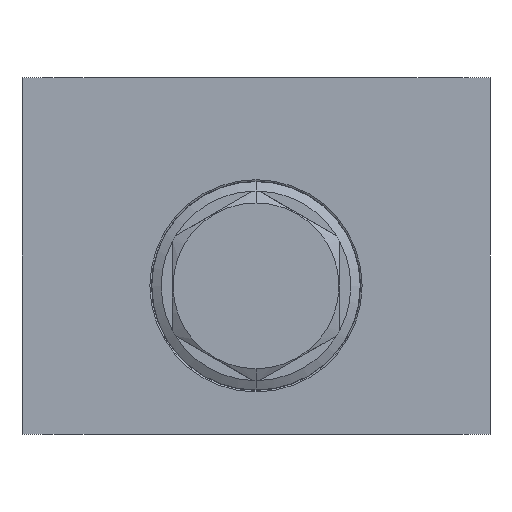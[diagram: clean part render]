
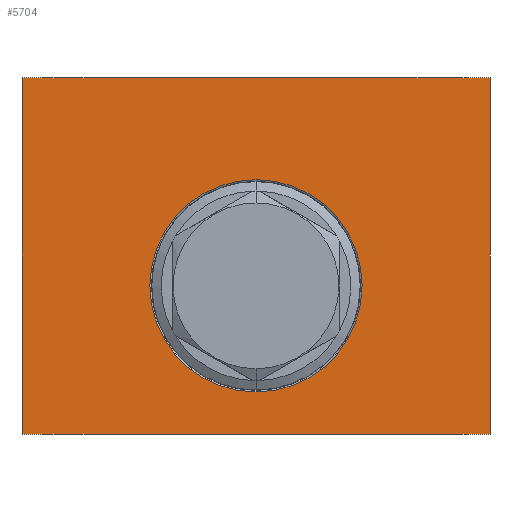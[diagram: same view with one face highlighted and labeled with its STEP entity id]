
A CAD part, front view. The second image highlights one B-rep face of the part: STEP entity #5704.
In plain terms, the highlighted planar face has unit normal (0, -1, 0).
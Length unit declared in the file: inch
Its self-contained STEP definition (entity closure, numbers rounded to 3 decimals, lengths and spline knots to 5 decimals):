
#667=DIRECTION('',(1.,0.,0.));
#668=VECTOR('',#667,3.5);
#669=CARTESIAN_POINT('',(0.,-6.156,0.));
#670=LINE('',#669,#668);
#709=DIRECTION('',(1.,0.,0.));
#710=VECTOR('',#709,3.5);
#711=CARTESIAN_POINT('',(0.,-6.156,2.664));
#712=LINE('',#711,#710);
#2534=DIRECTION('',(0.,0.,1.));
#2535=VECTOR('',#2534,2.664);
#2536=CARTESIAN_POINT('',(0.,-6.156,0.));
#2537=LINE('',#2536,#2535);
#2538=CARTESIAN_POINT('',(1.75,-6.156,1.109));
#2539=DIRECTION('',(0.,1.,0.));
#2540=DIRECTION('',(0.,0.,-1.));
#2541=AXIS2_PLACEMENT_3D('',#2538,#2539,#2540);
#2543=CARTESIAN_POINT('',(1.75,-6.156,1.109));
#2544=DIRECTION('',(0.,1.,0.));
#2545=DIRECTION('',(0.,0.,1.));
#2546=AXIS2_PLACEMENT_3D('',#2543,#2544,#2545);
#2556=DIRECTION('',(0.,0.,1.));
#2557=VECTOR('',#2556,2.664);
#2558=CARTESIAN_POINT('',(3.5,-6.156,0.));
#2559=LINE('',#2558,#2557);
#3890=CARTESIAN_POINT('',(0.,-6.156,0.));
#3891=CARTESIAN_POINT('',(3.5,-6.156,0.));
#3892=VERTEX_POINT('',#3890);
#3893=VERTEX_POINT('',#3891);
#3894=CARTESIAN_POINT('',(0.,-6.156,2.664));
#3895=CARTESIAN_POINT('',(3.5,-6.156,2.664));
#3896=VERTEX_POINT('',#3894);
#3897=VERTEX_POINT('',#3895);
#4161=CARTESIAN_POINT('',(1.75,-6.156,0.31541));
#4162=CARTESIAN_POINT('',(1.75,-6.156,1.90259));
#4163=VERTEX_POINT('',#4161);
#4164=VERTEX_POINT('',#4162);
#5686=CARTESIAN_POINT('',(0.,-6.156,0.));
#5687=DIRECTION('',(0.,-1.,0.));
#5688=DIRECTION('',(1.,0.,0.));
#5689=AXIS2_PLACEMENT_3D('',#5686,#5687,#5688);
#5690=PLANE('',#5689);
#5691=ORIENTED_EDGE('',*,*,#4348,.F.);
#5693=ORIENTED_EDGE('',*,*,#5692,.T.);
#5694=ORIENTED_EDGE('',*,*,#4488,.T.);
#5696=ORIENTED_EDGE('',*,*,#5695,.F.);
#5697=EDGE_LOOP('',(#5691,#5693,#5694,#5696));
#5698=FACE_OUTER_BOUND('',#5697,.F.);
#5699=ORIENTED_EDGE('',*,*,#5676,.F.);
#5701=ORIENTED_EDGE('',*,*,#5700,.F.);
#5702=EDGE_LOOP('',(#5699,#5701));
#5703=FACE_BOUND('',#5702,.F.);
#5704=ADVANCED_FACE('',(#5698,#5703),#5690,.T.);
#2542=CIRCLE('',#2541,0.79359);
#2547=CIRCLE('',#2546,0.79359);
#4348=EDGE_CURVE('',#3892,#3893,#670,.T.);
#4488=EDGE_CURVE('',#3896,#3897,#712,.T.);
#5676=EDGE_CURVE('',#4163,#4164,#2542,.T.);
#5692=EDGE_CURVE('',#3892,#3896,#2537,.T.);
#5695=EDGE_CURVE('',#3893,#3897,#2559,.T.);
#5700=EDGE_CURVE('',#4164,#4163,#2547,.T.);
